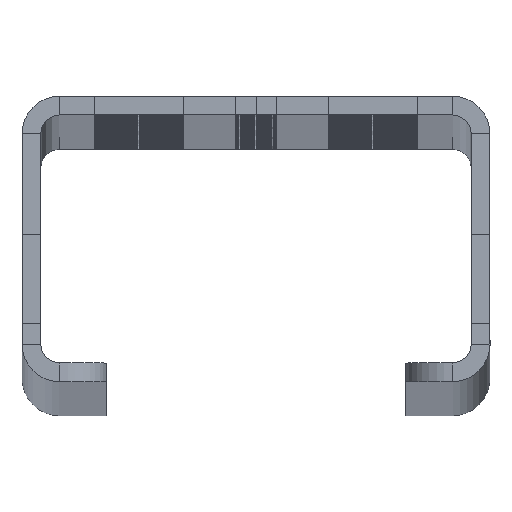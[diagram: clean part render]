
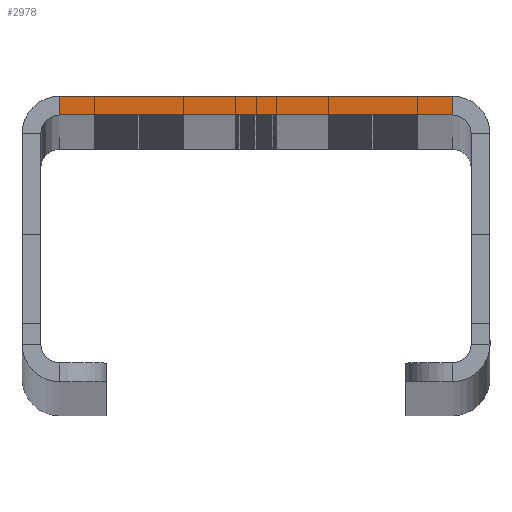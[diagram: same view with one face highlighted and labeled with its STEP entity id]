
A CAD part, top view. The second image highlights one B-rep face of the part: STEP entity #2978.
In plain terms, the highlighted planar face has unit normal (0, 0, 1).
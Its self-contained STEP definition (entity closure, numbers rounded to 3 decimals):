
#2978 = ADVANCED_FACE ( 'NONE', ( #45988 ), #13908, .T. ) ;
#5803 = CARTESIAN_POINT ( 'NONE',  ( -21., -2., 1045.5 ) ) ;
#6687 = CARTESIAN_POINT ( 'NONE',  ( -21., -2., 1045.5 ) ) ;
#6937 = VECTOR ( 'NONE', #37866, 1000. ) ;
#8174 = VERTEX_POINT ( 'NONE', #75545 ) ;
#9691 = CARTESIAN_POINT ( 'NONE',  ( 21., 0., 1045.5 ) ) ;
#13678 = CARTESIAN_POINT ( 'NONE',  ( 25., -2., 1045.5 ) ) ;
#13908 = PLANE ( 'NONE',  #34680 ) ;
#14722 = VECTOR ( 'NONE', #41481, 1000. ) ;
#17114 = EDGE_CURVE ( 'NONE', #8174, #36788, #69142, .T. ) ;
#24972 = VERTEX_POINT ( 'NONE', #6687 ) ;
#34680 = AXIS2_PLACEMENT_3D ( 'NONE', #38799, #78519, #64577 ) ;
#35517 = ORIENTED_EDGE ( 'NONE', *, *, #58084, .F. ) ;
#35778 = DIRECTION ( 'NONE',  ( 0., 1., 0. ) ) ;
#36788 = VERTEX_POINT ( 'NONE', #9691 ) ;
#37866 = DIRECTION ( 'NONE',  ( 0., 1., 0. ) ) ;
#38799 = CARTESIAN_POINT ( 'NONE',  ( 25., -2., 1045.5 ) ) ;
#41481 = DIRECTION ( 'NONE',  ( 1., 0., 0. ) ) ;
#44387 = EDGE_CURVE ( 'NONE', #24972, #8174, #45757, .T. ) ;
#45757 = LINE ( 'NONE', #13678, #14722 ) ;
#45988 = FACE_OUTER_BOUND ( 'NONE', #81152, .T. ) ;
#47484 = VECTOR ( 'NONE', #35778, 1000. ) ;
#47792 = VECTOR ( 'NONE', #60335, 1000. ) ;
#49084 = ORIENTED_EDGE ( 'NONE', *, *, #44387, .T. ) ;
#53591 = CARTESIAN_POINT ( 'NONE',  ( 25., 0., 1045.5 ) ) ;
#54981 = CARTESIAN_POINT ( 'NONE',  ( -21., 0., 1045.5 ) ) ;
#55636 = LINE ( 'NONE', #5803, #6937 ) ;
#57166 = ORIENTED_EDGE ( 'NONE', *, *, #65728, .F. ) ;
#58084 = EDGE_CURVE ( 'NONE', #63564, #36788, #65027, .T. ) ;
#60335 = DIRECTION ( 'NONE',  ( 1., 0., 0. ) ) ;
#63564 = VERTEX_POINT ( 'NONE', #54981 ) ;
#64577 = DIRECTION ( 'NONE',  ( 1., 0., 0. ) ) ;
#65027 = LINE ( 'NONE', #53591, #47792 ) ;
#65728 = EDGE_CURVE ( 'NONE', #24972, #63564, #55636, .T. ) ;
#69142 = LINE ( 'NONE', #76321, #47484 ) ;
#75099 = ORIENTED_EDGE ( 'NONE', *, *, #17114, .T. ) ;
#75545 = CARTESIAN_POINT ( 'NONE',  ( 21., -2., 1045.5 ) ) ;
#76321 = CARTESIAN_POINT ( 'NONE',  ( 21., -2., 1045.5 ) ) ;
#78519 = DIRECTION ( 'NONE',  ( 0., 0., 1. ) ) ;
#81152 = EDGE_LOOP ( 'NONE', ( #57166, #49084, #75099, #35517 ) ) ;
